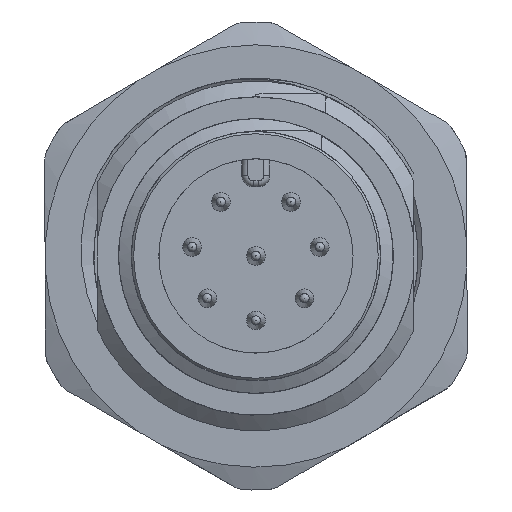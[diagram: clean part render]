
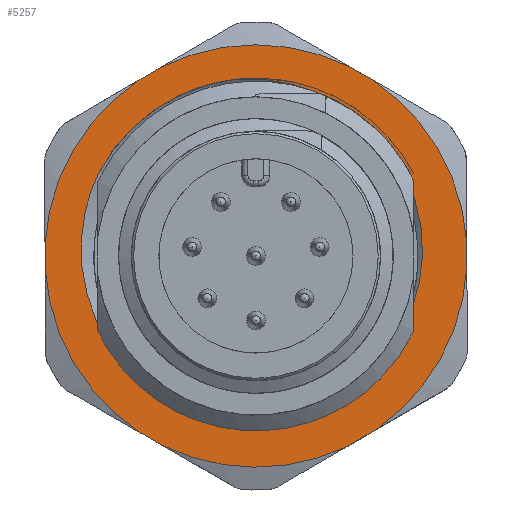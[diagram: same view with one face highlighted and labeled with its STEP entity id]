
A CAD part, front view. The second image highlights one B-rep face of the part: STEP entity #5257.
In plain terms, the highlighted face is planar.
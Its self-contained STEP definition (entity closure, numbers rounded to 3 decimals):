
#438=B_SPLINE_CURVE_WITH_KNOTS('',3,(#20003,#20004,#20005,#20006,#20007,
#20008,#20009),.UNSPECIFIED.,.F.,.F.,(4,1,1,1,4),(0.,0.004,
0.009,0.013,0.017),
 .UNSPECIFIED.);
#439=B_SPLINE_CURVE_WITH_KNOTS('',3,(#20013,#20014,#20015,#20016,#20017,
#20018,#20019),.UNSPECIFIED.,.F.,.F.,(4,1,1,1,4),(0.,
0.004,0.009,0.013,0.017),
 .UNSPECIFIED.);
#760=LINE('',#20023,#955);
#761=LINE('',#20027,#956);
#762=LINE('',#20031,#957);
#763=LINE('',#20035,#958);
#764=LINE('',#20039,#959);
#765=LINE('',#20043,#960);
#955=VECTOR('',#7301,1000.);
#956=VECTOR('',#7304,1000.);
#957=VECTOR('',#7307,1000.);
#958=VECTOR('',#7310,1000.);
#959=VECTOR('',#7313,1000.);
#960=VECTOR('',#7316,1000.);
#1967=ORIENTED_EDGE('',*,*,#2855,.T.);
#1968=ORIENTED_EDGE('',*,*,#2856,.T.);
#1969=ORIENTED_EDGE('',*,*,#2857,.T.);
#1970=ORIENTED_EDGE('',*,*,#2858,.T.);
#1971=ORIENTED_EDGE('',*,*,#2859,.F.);
#1972=ORIENTED_EDGE('',*,*,#2860,.T.);
#1973=ORIENTED_EDGE('',*,*,#2861,.F.);
#1974=ORIENTED_EDGE('',*,*,#2862,.T.);
#1975=ORIENTED_EDGE('',*,*,#2863,.F.);
#1976=ORIENTED_EDGE('',*,*,#2864,.T.);
#1977=ORIENTED_EDGE('',*,*,#2865,.F.);
#1978=ORIENTED_EDGE('',*,*,#2866,.T.);
#1979=ORIENTED_EDGE('',*,*,#2867,.F.);
#1980=ORIENTED_EDGE('',*,*,#2868,.T.);
#1981=ORIENTED_EDGE('',*,*,#2869,.F.);
#1982=ORIENTED_EDGE('',*,*,#2870,.T.);
#2855=EDGE_CURVE('',#3416,#3417,#3726,.T.);
#2856=EDGE_CURVE('',#3417,#3418,#438,.T.);
#2857=EDGE_CURVE('',#3418,#3419,#3727,.F.);
#2858=EDGE_CURVE('',#3419,#3416,#439,.T.);
#2859=EDGE_CURVE('',#3420,#3421,#3728,.F.);
#2860=EDGE_CURVE('',#3420,#3422,#760,.T.);
#2861=EDGE_CURVE('',#3423,#3422,#3729,.F.);
#2862=EDGE_CURVE('',#3423,#3424,#761,.T.);
#2863=EDGE_CURVE('',#3425,#3424,#3730,.F.);
#2864=EDGE_CURVE('',#3425,#3426,#762,.T.);
#2865=EDGE_CURVE('',#3427,#3426,#3731,.F.);
#2866=EDGE_CURVE('',#3427,#3428,#763,.T.);
#2867=EDGE_CURVE('',#3429,#3428,#3732,.F.);
#2868=EDGE_CURVE('',#3429,#3430,#764,.T.);
#2869=EDGE_CURVE('',#3431,#3430,#3733,.F.);
#2870=EDGE_CURVE('',#3431,#3421,#765,.T.);
#3416=VERTEX_POINT('',#20001);
#3417=VERTEX_POINT('',#20002);
#3418=VERTEX_POINT('',#20010);
#3419=VERTEX_POINT('',#20012);
#3420=VERTEX_POINT('',#20021);
#3421=VERTEX_POINT('',#20022);
#3422=VERTEX_POINT('',#20024);
#3423=VERTEX_POINT('',#20026);
#3424=VERTEX_POINT('',#20028);
#3425=VERTEX_POINT('',#20030);
#3426=VERTEX_POINT('',#20032);
#3427=VERTEX_POINT('',#20034);
#3428=VERTEX_POINT('',#20036);
#3429=VERTEX_POINT('',#20038);
#3430=VERTEX_POINT('',#20040);
#3431=VERTEX_POINT('',#20042);
#3726=CIRCLE('',#6163,7.6);
#3727=CIRCLE('',#6164,6.93);
#3728=CIRCLE('',#6165,9.024);
#3729=CIRCLE('',#6166,9.024);
#3730=CIRCLE('',#6167,9.024);
#3731=CIRCLE('',#6168,9.024);
#3732=CIRCLE('',#6169,9.024);
#3733=CIRCLE('',#6170,9.024);
#4169=EDGE_LOOP('',(#1967,#1968,#1969,#1970));
#4170=EDGE_LOOP('',(#1971,#1972,#1973,#1974,#1975,#1976,#1977,#1978,#1979,
#1980,#1981,#1982));
#4704=FACE_BOUND('',#4169,.T.);
#4705=FACE_BOUND('',#4170,.T.);
#4957=PLANE('',#6162);
#5257=ADVANCED_FACE('',(#4704,#4705),#4957,.T.);
#6162=AXIS2_PLACEMENT_3D('',#19999,#7293,#7294);
#6163=AXIS2_PLACEMENT_3D('',#20000,#7295,#7296);
#6164=AXIS2_PLACEMENT_3D('',#20011,#7297,#7298);
#6165=AXIS2_PLACEMENT_3D('',#20020,#7299,#7300);
#6166=AXIS2_PLACEMENT_3D('',#20025,#7302,#7303);
#6167=AXIS2_PLACEMENT_3D('',#20029,#7305,#7306);
#6168=AXIS2_PLACEMENT_3D('',#20033,#7308,#7309);
#6169=AXIS2_PLACEMENT_3D('',#20037,#7311,#7312);
#6170=AXIS2_PLACEMENT_3D('',#20041,#7314,#7315);
#7293=DIRECTION('',(1.,0.,0.));
#7294=DIRECTION('',(0.,0.,-1.));
#7295=DIRECTION('',(-1.,0.,0.));
#7296=DIRECTION('',(0.,1.,0.));
#7297=DIRECTION('',(1.,0.,0.));
#7298=DIRECTION('',(0.,0.,-1.));
#7299=DIRECTION('',(1.,0.,0.));
#7300=DIRECTION('',(0.,0.,-1.));
#7301=DIRECTION('',(0.,1.,0.));
#7302=DIRECTION('',(1.,0.,0.));
#7303=DIRECTION('',(0.,0.,-1.));
#7304=DIRECTION('',(0.,0.497,0.868));
#7305=DIRECTION('',(1.,0.,0.));
#7306=DIRECTION('',(0.,0.,-1.));
#7307=DIRECTION('',(0.,-0.497,0.868));
#7308=DIRECTION('',(1.,0.,0.));
#7309=DIRECTION('',(0.,0.,-1.));
#7310=DIRECTION('',(0.,-1.,0.));
#7311=DIRECTION('',(1.,0.,0.));
#7312=DIRECTION('',(0.,0.,-1.));
#7313=DIRECTION('',(0.,-0.498,-0.867));
#7314=DIRECTION('',(1.,0.,0.));
#7315=DIRECTION('',(0.,0.,-1.));
#7316=DIRECTION('',(0.,0.498,-0.867));
#19999=CARTESIAN_POINT('',(1.5,0.,0.));
#20000=CARTESIAN_POINT('',(1.5,0.,0.));
#20001=CARTESIAN_POINT('',(1.5,-4.081,6.411));
#20002=CARTESIAN_POINT('',(1.5,3.02,6.974));
#20003=CARTESIAN_POINT('',(1.5,3.02,6.974));
#20004=CARTESIAN_POINT('',(1.5,4.318,6.354));
#20005=CARTESIAN_POINT('',(1.5,6.523,4.378));
#20006=CARTESIAN_POINT('',(1.5,7.706,0.079));
#20007=CARTESIAN_POINT('',(1.5,6.285,-4.171));
#20008=CARTESIAN_POINT('',(1.5,3.917,-5.964));
#20009=CARTESIAN_POINT('',(1.5,2.558,-6.441));
#20010=CARTESIAN_POINT('',(1.5,2.558,-6.441));
#20011=CARTESIAN_POINT('',(1.5,0.,0.));
#20012=CARTESIAN_POINT('',(1.5,-1.511,-6.763));
#20013=CARTESIAN_POINT('',(1.5,-1.511,-6.763));
#20014=CARTESIAN_POINT('',(1.5,-2.927,-6.508));
#20015=CARTESIAN_POINT('',(1.5,-5.554,-5.103));
#20016=CARTESIAN_POINT('',(1.5,-7.621,-1.142));
#20017=CARTESIAN_POINT('',(1.5,-7.131,3.298));
#20018=CARTESIAN_POINT('',(1.5,-5.265,5.594));
#20019=CARTESIAN_POINT('',(1.5,-4.081,6.411));
#20020=CARTESIAN_POINT('',(1.5,0.,0.));
#20021=CARTESIAN_POINT('',(1.5,-0.764,-8.992));
#20022=CARTESIAN_POINT('',(1.5,-7.542,-4.955));
#20023=CARTESIAN_POINT('',(1.5,-4.376,-8.992));
#20024=CARTESIAN_POINT('',(1.5,0.764,-8.992));
#20025=CARTESIAN_POINT('',(1.5,0.,0.));
#20026=CARTESIAN_POINT('',(1.5,7.551,-4.941));
#20027=CARTESIAN_POINT('',(1.5,5.661,-8.243));
#20028=CARTESIAN_POINT('',(1.5,8.085,-4.008));
#20029=CARTESIAN_POINT('',(1.5,0.,0.));
#20030=CARTESIAN_POINT('',(1.5,8.085,4.008));
#20031=CARTESIAN_POINT('',(1.5,9.975,0.706));
#20032=CARTESIAN_POINT('',(1.5,7.551,4.941));
#20033=CARTESIAN_POINT('',(1.5,0.,0.));
#20034=CARTESIAN_POINT('',(1.5,0.537,9.008));
#20035=CARTESIAN_POINT('',(1.5,4.342,9.008));
#20036=CARTESIAN_POINT('',(1.5,-0.537,9.008));
#20037=CARTESIAN_POINT('',(1.5,0.,0.));
#20038=CARTESIAN_POINT('',(1.5,-7.542,4.955));
#20039=CARTESIAN_POINT('',(1.5,-5.646,8.254));
#20040=CARTESIAN_POINT('',(1.5,-8.078,4.024));
#20041=CARTESIAN_POINT('',(1.5,0.,0.));
#20042=CARTESIAN_POINT('',(1.5,-8.078,-4.024));
#20043=CARTESIAN_POINT('',(1.5,-9.974,-0.725));
